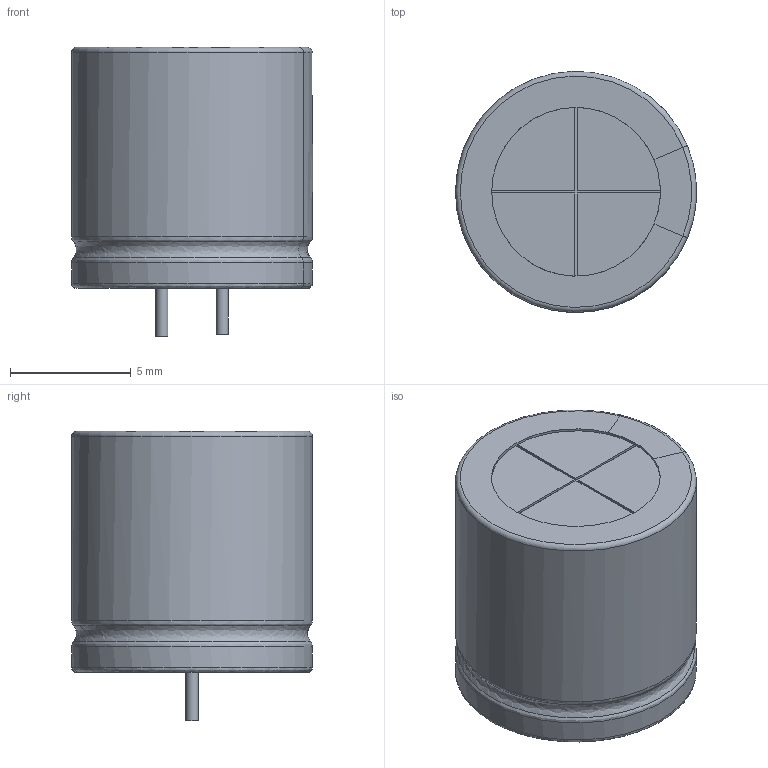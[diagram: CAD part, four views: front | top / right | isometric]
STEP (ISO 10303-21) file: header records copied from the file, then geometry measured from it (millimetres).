
FILE_DESCRIPTION(/* description */ ('model of CP_Radial_D10.0mm_P2.50mm'),/* implementation_level */ '2;1');
FILE_NAME(/* name */ 'CP_Radial_D10.0mm_P2.50mm.step',/* time_stamp */ '2017-05-20T20:37:08',/* author */ ('kicad StepUp','ksu'),/* organization */ ('FreeCAD'),/* preprocessor_version */ 'OCC',/* originating_system */ 'kicad StepUp',/* authorisation */ '');
FILE_SCHEMA(('AUTOMOTIVE_DESIGN_CC2 { 1 2 10303 214 -1 1 5 4 }'));
Length unit declared in the file: millimetre
Products named in the file (1): CP_Radial_D100mm_P250mm
Bounding box: 10 x 10 x 12 mm (x, y, z)
Volume: 766.4 mm3; surface area: 563.7 mm2
Topology: 1 solids, 2 shells, 48 faces, 119 edges, 78 vertices
Faces by surface type: plane 23, cylinder 14, bspline 5, revolution 4, torus 2
Full cylindrical faces by diameter (mm): 0.5 x2
Entity records: 1449 total; most frequent: CARTESIAN_POINT 565, ORIENTED_EDGE 197, EDGE_CURVE 119, VERTEX_POINT 78, AXIS2_PLACEMENT_3D 58, FACE_BOUND 51, EDGE_LOOP 51, ADVANCED_FACE 48
